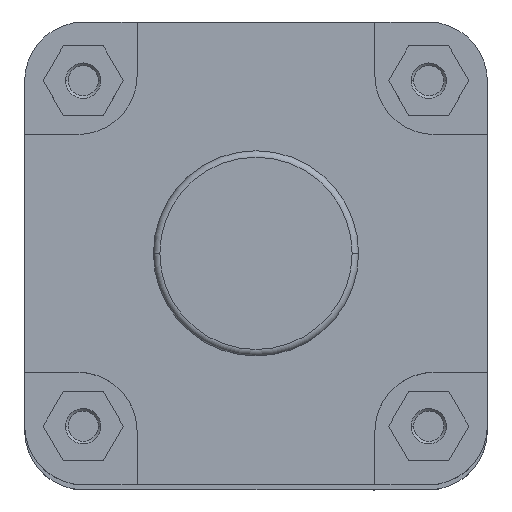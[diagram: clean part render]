
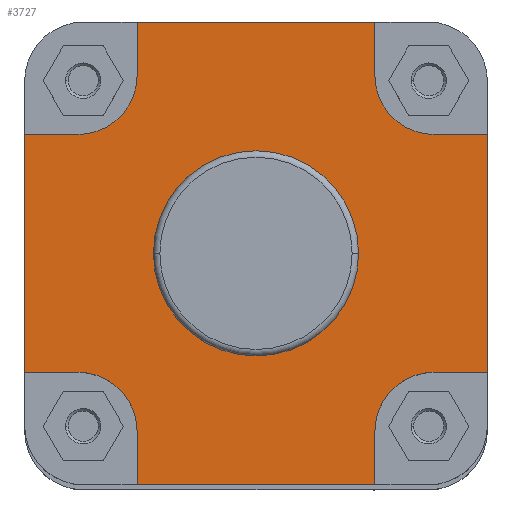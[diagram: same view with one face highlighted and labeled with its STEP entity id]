
A CAD part, top view. The second image highlights one B-rep face of the part: STEP entity #3727.
In plain terms, the highlighted planar face has unit normal (0, 0, 1).
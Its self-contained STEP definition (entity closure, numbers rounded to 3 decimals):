
#113 = EDGE_CURVE ( 'NONE', #6815, #6816, #1290, .T. ) ;
#115 = EDGE_CURVE ( 'NONE', #6813, #6812, #1294, .T. ) ;
#123 = EDGE_CURVE ( 'NONE', #6825, #6826, #1308, .T. ) ;
#126 = EDGE_CURVE ( 'NONE', #6824, #6825, #1311, .T. ) ;
#127 = EDGE_CURVE ( 'NONE', #6818, #6819, #1313, .T. ) ;
#149 = EDGE_CURVE ( 'NONE', #6826, #6817, #1356, .T. ) ;
#166 = EDGE_CURVE ( 'NONE', #6817, #6818, #1382, .T. ) ;
#169 = EDGE_CURVE ( 'NONE', #6805, #6822, #1384, .T. ) ;
#192 = EDGE_CURVE ( 'NONE', #6822, #6823, #1428, .T. ) ;
#193 = EDGE_CURVE ( 'NONE', #6823, #6824, #1427, .T. ) ;
#196 = EDGE_CURVE ( 'NONE', #6884, #6883, #1433, .T. ) ;
#489 = AXIS2_PLACEMENT_3D ( 'NONE', #2896, #2886, #2810 ) ;
#502 = AXIS2_PLACEMENT_3D ( 'NONE', #3767, #3770, #3771 ) ;
#504 = AXIS2_PLACEMENT_3D ( 'NONE', #3759, #3760, #3761 ) ;
#663 = AXIS2_PLACEMENT_3D ( 'NONE', #4451, #4452, #4453 ) ;
#666 = AXIS2_PLACEMENT_3D ( 'NONE', #4472, #4474, #4475 ) ;
#686 = AXIS2_PLACEMENT_3D ( 'NONE', #4565, #4571, #4572 ) ;
#828 = AXIS2_PLACEMENT_3D ( 'NONE', #5848, #5864, #5865 ) ;
#1282 = VECTOR ( 'NONE', #3005, 1000. ) ;
#1289 = VECTOR ( 'NONE', #3010, 1000. ) ;
#1290 = LINE ( 'NONE', #3047, #1289 ) ;
#1294 = LINE ( 'NONE', #3011, #1282 ) ;
#1306 = VECTOR ( 'NONE', #2987, 1000. ) ;
#1308 = LINE ( 'NONE', #2986, #1306 ) ;
#1311 = LINE ( 'NONE', #2990, #1315 ) ;
#1313 = LINE ( 'NONE', #2971, #1317 ) ;
#1315 = VECTOR ( 'NONE', #2972, 1000. ) ;
#1317 = VECTOR ( 'NONE', #2975, 1000. ) ;
#1356 = CIRCLE ( 'NONE', #489, 23. ) ;
#1378 = VECTOR ( 'NONE', #2894, 1000. ) ;
#1382 = LINE ( 'NONE', #2882, #1378 ) ;
#1384 = LINE ( 'NONE', #2834, #1386 ) ;
#1386 = VECTOR ( 'NONE', #2881, 1000. ) ;
#1417 = VECTOR ( 'NONE', #3763, 1000. ) ;
#1427 = LINE ( 'NONE', #3757, #1417 ) ;
#1428 = CIRCLE ( 'NONE', #504, 23. ) ;
#1433 = CIRCLE ( 'NONE', #502, 39.9 ) ;
#1874 = VECTOR ( 'NONE', #4455, 1000. ) ;
#1879 = LINE ( 'NONE', #4448, #1874 ) ;
#1880 = CIRCLE ( 'NONE', #663, 23. ) ;
#1888 = LINE ( 'NONE', #4464, #1889 ) ;
#1889 = VECTOR ( 'NONE', #4465, 1000. ) ;
#1897 = CIRCLE ( 'NONE', #666, 23. ) ;
#1925 = LINE ( 'NONE', #4514, #1926 ) ;
#1926 = VECTOR ( 'NONE', #4515, 1000. ) ;
#2253 = ORIENTED_EDGE ( 'NONE', *, *, #169, .F. ) ;
#2254 = ORIENTED_EDGE ( 'NONE', *, *, #192, .F. ) ;
#2255 = ORIENTED_EDGE ( 'NONE', *, *, #193, .F. ) ;
#2256 = ORIENTED_EDGE ( 'NONE', *, *, #126, .F. ) ;
#2257 = ORIENTED_EDGE ( 'NONE', *, *, #123, .F. ) ;
#2258 = ORIENTED_EDGE ( 'NONE', *, *, #149, .F. ) ;
#2259 = ORIENTED_EDGE ( 'NONE', *, *, #166, .F. ) ;
#2260 = ORIENTED_EDGE ( 'NONE', *, *, #127, .F. ) ;
#2261 = ORIENTED_EDGE ( 'NONE', *, *, #3428, .F. ) ;
#2262 = ORIENTED_EDGE ( 'NONE', *, *, #3401, .F. ) ;
#2263 = ORIENTED_EDGE ( 'NONE', *, *, #3407, .F. ) ;
#2264 = ORIENTED_EDGE ( 'NONE', *, *, #115, .T. ) ;
#2265 = ORIENTED_EDGE ( 'NONE', *, *, #3599, .F. ) ;
#2266 = ORIENTED_EDGE ( 'NONE', *, *, #3411, .F. ) ;
#2267 = ORIENTED_EDGE ( 'NONE', *, *, #113, .F. ) ;
#2268 = ORIENTED_EDGE ( 'NONE', *, *, #3402, .T. ) ;
#2269 = ORIENTED_EDGE ( 'NONE', *, *, #3450, .F. ) ;
#2270 = ORIENTED_EDGE ( 'NONE', *, *, #196, .F. ) ;
#2810 = DIRECTION ( 'NONE',  ( -1., 0., 0. ) ) ;
#2834 = CARTESIAN_POINT ( 'NONE',  ( -69.25, 46.25, -10. ) ) ;
#2881 = DIRECTION ( 'NONE',  ( 1., 0., 0. ) ) ;
#2882 = CARTESIAN_POINT ( 'NONE',  ( 90., 46.25, -10. ) ) ;
#2886 = DIRECTION ( 'NONE',  ( 0., 0., 1. ) ) ;
#2894 = DIRECTION ( 'NONE',  ( 1., 0., 0. ) ) ;
#2896 = CARTESIAN_POINT ( 'NONE',  ( 69.25, 69.25, -10. ) ) ;
#2971 = CARTESIAN_POINT ( 'NONE',  ( 90., -198.141, -10. ) ) ;
#2972 = DIRECTION ( 'NONE',  ( 1., 0., 0. ) ) ;
#2975 = DIRECTION ( 'NONE',  ( 0., -1., 0. ) ) ;
#2986 = CARTESIAN_POINT ( 'NONE',  ( 46.25, 69.25, -10. ) ) ;
#2987 = DIRECTION ( 'NONE',  ( 0., -1., 0. ) ) ;
#2990 = CARTESIAN_POINT ( 'NONE',  ( 0., 90., -10. ) ) ;
#3005 = DIRECTION ( 'NONE',  ( 1., 0., 0. ) ) ;
#3010 = DIRECTION ( 'NONE',  ( -1., 0., 0. ) ) ;
#3011 = CARTESIAN_POINT ( 'NONE',  ( 0., -90., -10. ) ) ;
#3047 = CARTESIAN_POINT ( 'NONE',  ( -90., -46.25, -10. ) ) ;
#3401 = EDGE_CURVE ( 'NONE', #6820, #6821, #1880, .T. ) ;
#3402 = EDGE_CURVE ( 'NONE', #6805, #6816, #1879, .T. ) ;
#3407 = EDGE_CURVE ( 'NONE', #6821, #6812, #1888, .T. ) ;
#3411 = EDGE_CURVE ( 'NONE', #6814, #6815, #1897, .T. ) ;
#3428 = EDGE_CURVE ( 'NONE', #6819, #6820, #1925, .T. ) ;
#3450 = EDGE_CURVE ( 'NONE', #6883, #6884, #4942, .T. ) ;
#3599 = EDGE_CURVE ( 'NONE', #6813, #6814, #5165, .T. ) ;
#3727 = ADVANCED_FACE ( 'NONE', ( #5396, #5385 ), #5863, .F. ) ;
#3757 = CARTESIAN_POINT ( 'NONE',  ( -46.25, 90., -10. ) ) ;
#3759 = CARTESIAN_POINT ( 'NONE',  ( -69.25, 69.25, -10. ) ) ;
#3760 = DIRECTION ( 'NONE',  ( 0., 0., 1. ) ) ;
#3761 = DIRECTION ( 'NONE',  ( -1., 0., 0. ) ) ;
#3763 = DIRECTION ( 'NONE',  ( 0., 1., 0. ) ) ;
#3767 = CARTESIAN_POINT ( 'NONE',  ( 0., 0., -10. ) ) ;
#3770 = DIRECTION ( 'NONE',  ( 0., 0., 1. ) ) ;
#3771 = DIRECTION ( 'NONE',  ( 1., 0., 0. ) ) ;
#4448 = CARTESIAN_POINT ( 'NONE',  ( -90., -198.141, -10. ) ) ;
#4451 = CARTESIAN_POINT ( 'NONE',  ( 69.25, -69.25, -10. ) ) ;
#4452 = DIRECTION ( 'NONE',  ( 0., 0., 1. ) ) ;
#4453 = DIRECTION ( 'NONE',  ( -1., 0., 0. ) ) ;
#4455 = DIRECTION ( 'NONE',  ( 0., -1., 0. ) ) ;
#4464 = CARTESIAN_POINT ( 'NONE',  ( 46.25, -90., -10. ) ) ;
#4465 = DIRECTION ( 'NONE',  ( 0., -1., 0. ) ) ;
#4472 = CARTESIAN_POINT ( 'NONE',  ( -69.25, -69.25, -10. ) ) ;
#4474 = DIRECTION ( 'NONE',  ( 0., 0., 1. ) ) ;
#4475 = DIRECTION ( 'NONE',  ( -1., 0., 0. ) ) ;
#4514 = CARTESIAN_POINT ( 'NONE',  ( 69.25, -46.25, -10. ) ) ;
#4515 = DIRECTION ( 'NONE',  ( -1., 0., 0. ) ) ;
#4565 = CARTESIAN_POINT ( 'NONE',  ( 0., 0., -10. ) ) ;
#4571 = DIRECTION ( 'NONE',  ( 0., 0., 1. ) ) ;
#4572 = DIRECTION ( 'NONE',  ( 1., 0., 0. ) ) ;
#4942 = CIRCLE ( 'NONE', #686, 39.9 ) ;
#5165 = LINE ( 'NONE', #5497, #5176 ) ;
#5176 = VECTOR ( 'NONE', #5503, 1000. ) ;
#5385 = FACE_OUTER_BOUND ( 'NONE', #7171, .T. ) ;
#5396 = FACE_BOUND ( 'NONE', #7154, .T. ) ;
#5497 = CARTESIAN_POINT ( 'NONE',  ( -46.25, -69.25, -10. ) ) ;
#5503 = DIRECTION ( 'NONE',  ( 0., 1., 0. ) ) ;
#5848 = CARTESIAN_POINT ( 'NONE',  ( 0., 39.9, -10. ) ) ;
#5863 = PLANE ( 'NONE',  #828 ) ;
#5864 = DIRECTION ( 'NONE',  ( 0., 0., -1. ) ) ;
#5865 = DIRECTION ( 'NONE',  ( -1., 0., 0. ) ) ;
#5925 = CARTESIAN_POINT ( 'NONE',  ( -90., 46.25, -10. ) ) ;
#5932 = CARTESIAN_POINT ( 'NONE',  ( 46.25, -90., -10. ) ) ;
#5933 = CARTESIAN_POINT ( 'NONE',  ( -46.25, -90., -10. ) ) ;
#5934 = CARTESIAN_POINT ( 'NONE',  ( -46.25, -69.25, -10. ) ) ;
#5935 = CARTESIAN_POINT ( 'NONE',  ( -69.25, -46.25, -10. ) ) ;
#5936 = CARTESIAN_POINT ( 'NONE',  ( -90., -46.25, -10. ) ) ;
#5937 = CARTESIAN_POINT ( 'NONE',  ( 69.25, 46.25, -10. ) ) ;
#5938 = CARTESIAN_POINT ( 'NONE',  ( 90., 46.25, -10. ) ) ;
#5939 = CARTESIAN_POINT ( 'NONE',  ( 90., -46.25, -10. ) ) ;
#5940 = CARTESIAN_POINT ( 'NONE',  ( 69.25, -46.25, -10. ) ) ;
#5941 = CARTESIAN_POINT ( 'NONE',  ( 46.25, -69.25, -10. ) ) ;
#5942 = CARTESIAN_POINT ( 'NONE',  ( -69.25, 46.25, -10. ) ) ;
#5943 = CARTESIAN_POINT ( 'NONE',  ( -46.25, 69.25, -10. ) ) ;
#5944 = CARTESIAN_POINT ( 'NONE',  ( -46.25, 90., -10. ) ) ;
#5945 = CARTESIAN_POINT ( 'NONE',  ( 46.25, 90., -10. ) ) ;
#5946 = CARTESIAN_POINT ( 'NONE',  ( 46.25, 69.25, -10. ) ) ;
#6003 = CARTESIAN_POINT ( 'NONE',  ( -39.9, 0., -10. ) ) ;
#6004 = CARTESIAN_POINT ( 'NONE',  ( 39.9, 0., -10. ) ) ;
#6805 = VERTEX_POINT ( 'NONE', #5925 ) ;
#6812 = VERTEX_POINT ( 'NONE', #5932 ) ;
#6813 = VERTEX_POINT ( 'NONE', #5933 ) ;
#6814 = VERTEX_POINT ( 'NONE', #5934 ) ;
#6815 = VERTEX_POINT ( 'NONE', #5935 ) ;
#6816 = VERTEX_POINT ( 'NONE', #5936 ) ;
#6817 = VERTEX_POINT ( 'NONE', #5937 ) ;
#6818 = VERTEX_POINT ( 'NONE', #5938 ) ;
#6819 = VERTEX_POINT ( 'NONE', #5939 ) ;
#6820 = VERTEX_POINT ( 'NONE', #5940 ) ;
#6821 = VERTEX_POINT ( 'NONE', #5941 ) ;
#6822 = VERTEX_POINT ( 'NONE', #5942 ) ;
#6823 = VERTEX_POINT ( 'NONE', #5943 ) ;
#6824 = VERTEX_POINT ( 'NONE', #5944 ) ;
#6825 = VERTEX_POINT ( 'NONE', #5945 ) ;
#6826 = VERTEX_POINT ( 'NONE', #5946 ) ;
#6883 = VERTEX_POINT ( 'NONE', #6003 ) ;
#6884 = VERTEX_POINT ( 'NONE', #6004 ) ;
#7154 = EDGE_LOOP ( 'NONE', ( #2270, #2269 ) ) ;
#7171 = EDGE_LOOP ( 'NONE', ( #2268, #2267, #2266, #2265, #2264, #2263, #2262, #2261, #2260, #2259, #2258, #2257, #2256, #2255, #2254, #2253 ) ) ;
